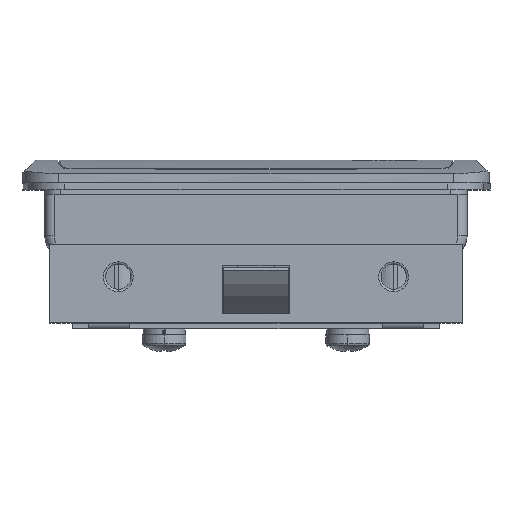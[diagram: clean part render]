
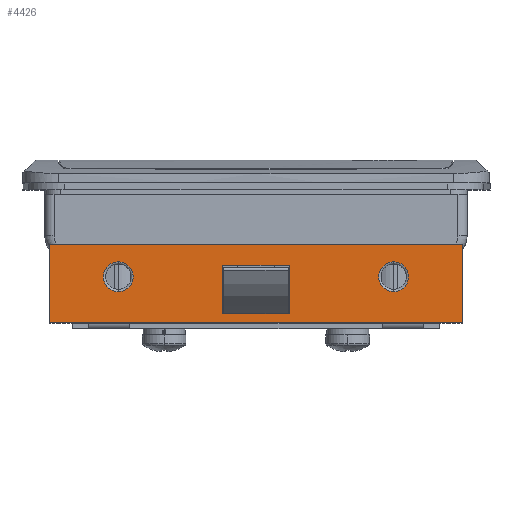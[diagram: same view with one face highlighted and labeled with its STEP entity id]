
A CAD part, top view. The second image highlights one B-rep face of the part: STEP entity #4426.
In plain terms, the highlighted face is planar.
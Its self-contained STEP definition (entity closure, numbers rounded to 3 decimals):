
#3147 = EDGE_LOOP ( 'NONE', ( #4693, #4695 ) ) ;
#3148 = EDGE_LOOP ( 'NONE', ( #4697, #4696 ) ) ;
#3149 = EDGE_LOOP ( 'NONE', ( #4699, #4698, #4694, #4700 ) ) ;
#3150 = EDGE_LOOP ( 'NONE', ( #4701, #4703, #4702, #4704 ) ) ;
#3700 = VERTEX_POINT ( 'NONE', #12755 ) ;
#3701 = VERTEX_POINT ( 'NONE', #12756 ) ;
#3705 = VERTEX_POINT ( 'NONE', #12760 ) ;
#3706 = VERTEX_POINT ( 'NONE', #12761 ) ;
#3791 = VERTEX_POINT ( 'NONE', #12846 ) ;
#3792 = VERTEX_POINT ( 'NONE', #12847 ) ;
#4247 = EDGE_CURVE ( 'NONE', #3701, #3700, #11512, .T. ) ;
#4252 = EDGE_CURVE ( 'NONE', #3706, #3705, #11517, .T. ) ;
#4391 = EDGE_CURVE ( 'NONE', #3791, #3792, #14276, .T. ) ;
#4426 = ADVANCED_FACE ( 'NONE', ( #14985, #14983, #14993, #14995 ), #14386, .F. ) ;
#4472 = EDGE_CURVE ( 'NONE', #4966, #4970, #14531, .T. ) ;
#4473 = EDGE_CURVE ( 'NONE', #3705, #3706, #15117, .T. ) ;
#4474 = EDGE_CURVE ( 'NONE', #3700, #3701, #15118, .T. ) ;
#4475 = EDGE_CURVE ( 'NONE', #4971, #3791, #14540, .T. ) ;
#4476 = EDGE_CURVE ( 'NONE', #4972, #4971, #14543, .T. ) ;
#4477 = EDGE_CURVE ( 'NONE', #4974, #4973, #14546, .T. ) ;
#4478 = EDGE_CURVE ( 'NONE', #3792, #4972, #14549, .T. ) ;
#4479 = EDGE_CURVE ( 'NONE', #4970, #4973, #14552, .T. ) ;
#4480 = EDGE_CURVE ( 'NONE', #4966, #4974, #14555, .T. ) ;
#4693 = ORIENTED_EDGE ( 'NONE', *, *, #4252, .T. ) ;
#4694 = ORIENTED_EDGE ( 'NONE', *, *, #4476, .F. ) ;
#4695 = ORIENTED_EDGE ( 'NONE', *, *, #4473, .T. ) ;
#4696 = ORIENTED_EDGE ( 'NONE', *, *, #4474, .T. ) ;
#4697 = ORIENTED_EDGE ( 'NONE', *, *, #4247, .T. ) ;
#4698 = ORIENTED_EDGE ( 'NONE', *, *, #4475, .F. ) ;
#4699 = ORIENTED_EDGE ( 'NONE', *, *, #4391, .F. ) ;
#4700 = ORIENTED_EDGE ( 'NONE', *, *, #4478, .F. ) ;
#4701 = ORIENTED_EDGE ( 'NONE', *, *, #4479, .T. ) ;
#4702 = ORIENTED_EDGE ( 'NONE', *, *, #4480, .F. ) ;
#4703 = ORIENTED_EDGE ( 'NONE', *, *, #4477, .F. ) ;
#4704 = ORIENTED_EDGE ( 'NONE', *, *, #4472, .T. ) ;
#4966 = VERTEX_POINT ( 'NONE', #15713 ) ;
#4970 = VERTEX_POINT ( 'NONE', #15717 ) ;
#4971 = VERTEX_POINT ( 'NONE', #15718 ) ;
#4972 = VERTEX_POINT ( 'NONE', #15719 ) ;
#4973 = VERTEX_POINT ( 'NONE', #15720 ) ;
#4974 = VERTEX_POINT ( 'NONE', #15721 ) ;
#11512 = CIRCLE ( 'NONE', #14718, 3.25 ) ;
#11517 = CIRCLE ( 'NONE', #14721, 3.25 ) ;
#12755 = CARTESIAN_POINT ( 'NONE',  ( 30., 3.25, 0. ) ) ;
#12756 = CARTESIAN_POINT ( 'NONE',  ( 30., -3.25, 0. ) ) ;
#12760 = CARTESIAN_POINT ( 'NONE',  ( -30., 3.25, 0. ) ) ;
#12761 = CARTESIAN_POINT ( 'NONE',  ( -30., -3.25, 0. ) ) ;
#12846 = CARTESIAN_POINT ( 'NONE',  ( 7.25, -8., 0. ) ) ;
#12847 = CARTESIAN_POINT ( 'NONE',  ( -7.25, -8., 0. ) ) ;
#13817 = CARTESIAN_POINT ( 'NONE',  ( 30., 0., 0. ) ) ;
#13818 = DIRECTION ( 'NONE',  ( 0., 0., 1. ) ) ;
#13819 = DIRECTION ( 'NONE',  ( 0., -1., 0. ) ) ;
#13832 = CARTESIAN_POINT ( 'NONE',  ( -30., 0., 0. ) ) ;
#13833 = DIRECTION ( 'NONE',  ( 0., 0., 1. ) ) ;
#13834 = DIRECTION ( 'NONE',  ( 0., -1., 0. ) ) ;
#14276 = LINE ( 'NONE', #14277, #14910 ) ;
#14277 = CARTESIAN_POINT ( 'NONE',  ( 7.25, -8., 0. ) ) ;
#14278 = DIRECTION ( 'NONE',  ( -1., 0., 0. ) ) ;
#14386 = PLANE ( 'NONE',  #14961 ) ;
#14387 = CARTESIAN_POINT ( 'NONE',  ( 45., 7., 0. ) ) ;
#14388 = DIRECTION ( 'NONE',  ( 0., 0., 1. ) ) ;
#14389 = DIRECTION ( 'NONE',  ( 0., -1., 0. ) ) ;
#14527 = CARTESIAN_POINT ( 'NONE',  ( -30., 0., 0. ) ) ;
#14531 = LINE ( 'NONE', #14532, #15052 ) ;
#14532 = CARTESIAN_POINT ( 'NONE',  ( 45., -10., 0. ) ) ;
#14533 = DIRECTION ( 'NONE',  ( -1., 0., 0. ) ) ;
#14534 = DIRECTION ( 'NONE',  ( 0., 0., 1. ) ) ;
#14535 = DIRECTION ( 'NONE',  ( 0., -1., 0. ) ) ;
#14536 = CARTESIAN_POINT ( 'NONE',  ( 30., 0., 0. ) ) ;
#14537 = DIRECTION ( 'NONE',  ( 0., 0., 1. ) ) ;
#14538 = DIRECTION ( 'NONE',  ( 0., -1., 0. ) ) ;
#14540 = LINE ( 'NONE', #14541, #15054 ) ;
#14541 = CARTESIAN_POINT ( 'NONE',  ( 7.25, 2.5, 0. ) ) ;
#14542 = DIRECTION ( 'NONE',  ( 0., -1., 0. ) ) ;
#14543 = LINE ( 'NONE', #14544, #15055 ) ;
#14544 = CARTESIAN_POINT ( 'NONE',  ( 7.25, 2.5, 0. ) ) ;
#14545 = DIRECTION ( 'NONE',  ( 1., 0., 0. ) ) ;
#14546 = LINE ( 'NONE', #14547, #15057 ) ;
#14547 = CARTESIAN_POINT ( 'NONE',  ( 45., 7., 0. ) ) ;
#14548 = DIRECTION ( 'NONE',  ( -1., 0., 0. ) ) ;
#14549 = LINE ( 'NONE', #14550, #15058 ) ;
#14550 = CARTESIAN_POINT ( 'NONE',  ( -7.25, 2.5, 0. ) ) ;
#14551 = DIRECTION ( 'NONE',  ( 0., 1., 0. ) ) ;
#14552 = LINE ( 'NONE', #14553, #15059 ) ;
#14553 = CARTESIAN_POINT ( 'NONE',  ( -45., 7., 0. ) ) ;
#14554 = DIRECTION ( 'NONE',  ( 0., 1., 0. ) ) ;
#14555 = LINE ( 'NONE', #14556, #15060 ) ;
#14556 = CARTESIAN_POINT ( 'NONE',  ( 45., 7., 0. ) ) ;
#14557 = DIRECTION ( 'NONE',  ( 0., 1., 0. ) ) ;
#14718 = AXIS2_PLACEMENT_3D ( 'NONE', #13817, #13818, #13819 ) ;
#14721 = AXIS2_PLACEMENT_3D ( 'NONE', #13832, #13833, #13834 ) ;
#14910 = VECTOR ( 'NONE', #14278, 1000. ) ;
#14961 = AXIS2_PLACEMENT_3D ( 'NONE', #14387, #14388, #14389 ) ;
#14983 = FACE_BOUND ( 'NONE', #3148, .T. ) ;
#14985 = FACE_BOUND ( 'NONE', #3147, .T. ) ;
#14993 = FACE_BOUND ( 'NONE', #3149, .T. ) ;
#14995 = FACE_OUTER_BOUND ( 'NONE', #3150, .T. ) ;
#15049 = AXIS2_PLACEMENT_3D ( 'NONE', #14536, #14537, #14538 ) ;
#15051 = AXIS2_PLACEMENT_3D ( 'NONE', #14527, #14534, #14535 ) ;
#15052 = VECTOR ( 'NONE', #14533, 1000. ) ;
#15054 = VECTOR ( 'NONE', #14542, 1000. ) ;
#15055 = VECTOR ( 'NONE', #14545, 1000. ) ;
#15057 = VECTOR ( 'NONE', #14548, 1000. ) ;
#15058 = VECTOR ( 'NONE', #14551, 1000. ) ;
#15059 = VECTOR ( 'NONE', #14554, 1000. ) ;
#15060 = VECTOR ( 'NONE', #14557, 1000. ) ;
#15117 = CIRCLE ( 'NONE', #15051, 3.25 ) ;
#15118 = CIRCLE ( 'NONE', #15049, 3.25 ) ;
#15713 = CARTESIAN_POINT ( 'NONE',  ( 45., -10., 0. ) ) ;
#15717 = CARTESIAN_POINT ( 'NONE',  ( -45., -10., 0. ) ) ;
#15718 = CARTESIAN_POINT ( 'NONE',  ( 7.25, 2.5, 0. ) ) ;
#15719 = CARTESIAN_POINT ( 'NONE',  ( -7.25, 2.5, 0. ) ) ;
#15720 = CARTESIAN_POINT ( 'NONE',  ( -45., 7., 0. ) ) ;
#15721 = CARTESIAN_POINT ( 'NONE',  ( 45., 7., 0. ) ) ;
